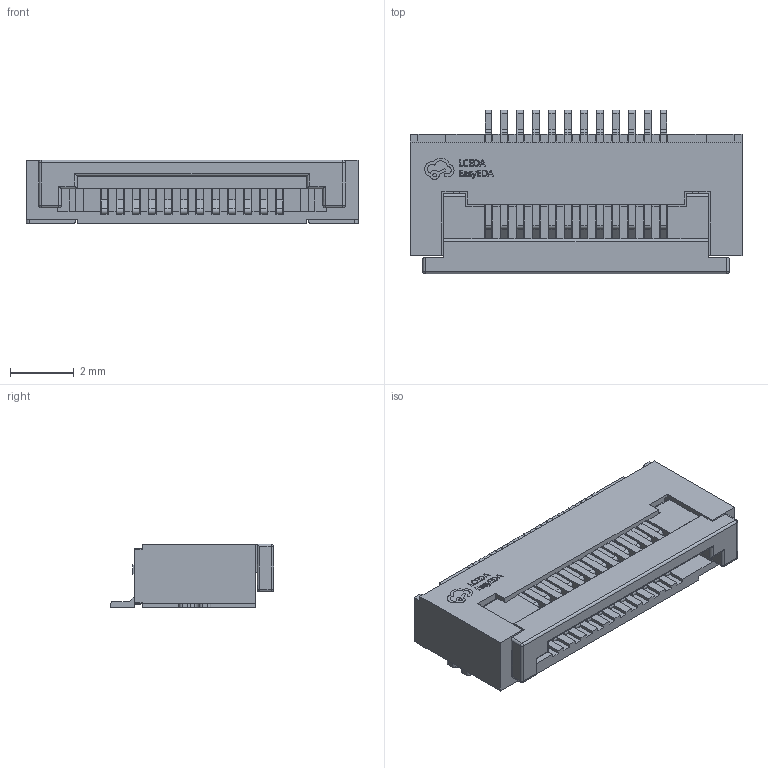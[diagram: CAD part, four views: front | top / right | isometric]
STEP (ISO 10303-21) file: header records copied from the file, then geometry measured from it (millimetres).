
FILE_DESCRIPTION (( 'STEP AP214' ), '1' );
FILE_NAME ('FPC-SMD_12P-P0.50_FPC-05F-12PH20.step', '2022-07-06T08:02:36', ( '' ), ( '' ), 'SwSTEP 2.0', 'SolidWorks 2020', '' );
FILE_SCHEMA (( 'AUTOMOTIVE_DESIGN' ));
Length unit declared in the file: millimetre
Products named in the file (1): FPC-SMD_12P-P0.50_FPC-05F-12PH20
Bounding box: 10.4 x 5.12 x 2 mm (x, y, z)
Volume: 55.3 mm3; surface area: 435 mm2
Topology: 16 solids, 16 shells, 854 faces, 2453 edges, 1610 vertices
Faces by surface type: plane 650, cylinder 98, bspline 98, sphere 8
Entity records: 37624 total; most frequent: CARTESIAN_POINT 6246, ORIENTED_EDGE 4890, DIRECTION 3925, EDGE_CURVE 2445, LINE 2059, VECTOR 2059, VERTEX_POINT 1610, AXIS2_PLACEMENT_3D 933
